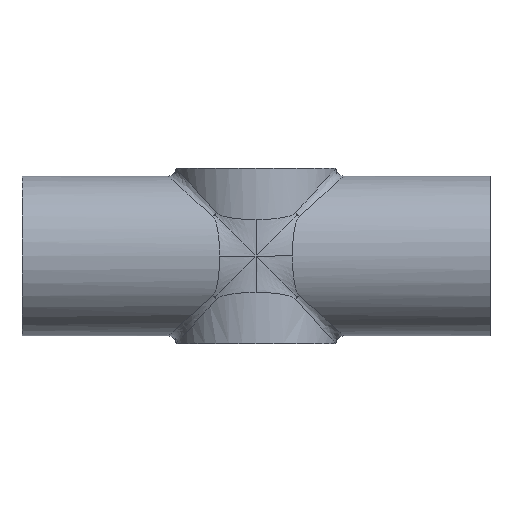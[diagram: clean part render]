
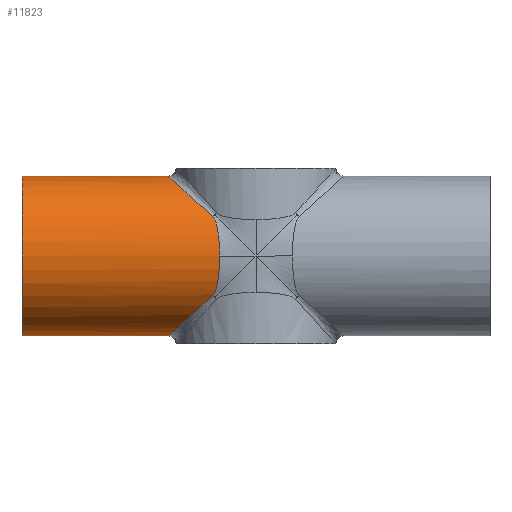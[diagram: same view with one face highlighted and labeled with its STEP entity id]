
A CAD part, front view. The second image highlights one B-rep face of the part: STEP entity #11823.
In plain terms, the highlighted cylindrical face has radius 20.5 mm (diameter 41 mm), a full revolution.
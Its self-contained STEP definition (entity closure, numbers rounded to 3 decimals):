
#374=CARTESIAN_POINT('',(-9.326,-20.5,0.));
#375=VERTEX_POINT('',#374);
#393=CARTESIAN_POINT('',(-11.108,-17.827,-10.121));
#394=VERTEX_POINT('',#393);
#395=CARTESIAN_POINT('',(-9.326,-20.5,0.));
#396=CARTESIAN_POINT('',(-9.326,-20.5,-1.167));
#397=CARTESIAN_POINT('',(-9.363,-20.397,-2.334));
#398=CARTESIAN_POINT('',(-9.511,-20.024,-4.531));
#399=CARTESIAN_POINT('',(-9.623,-19.755,-5.56));
#400=CARTESIAN_POINT('',(-9.92,-19.153,-7.369));
#401=CARTESIAN_POINT('',(-10.106,-18.823,-8.15));
#402=CARTESIAN_POINT('',(-10.551,-18.236,-9.39));
#403=CARTESIAN_POINT('',(-10.811,-17.981,-9.85));
#404=CARTESIAN_POINT('',(-11.108,-17.827,-10.121));
#405=B_SPLINE_CURVE_WITH_KNOTS('',3,(#395,#396,#397,#398,#399,#400,#401,#402,#403,#404),.UNSPECIFIED.,.F.,.U.,(4,2,2,2,4),(0.5,0.625,0.75,0.875,1.0),.UNSPECIFIED.);
#406=EDGE_CURVE('',#375,#394,#405,.T.);
#723=CARTESIAN_POINT('',(-11.108,-17.827,10.121));
#724=VERTEX_POINT('',#723);
#732=CARTESIAN_POINT('',(-11.108,-17.827,10.121));
#733=CARTESIAN_POINT('',(-10.811,-17.981,9.85));
#734=CARTESIAN_POINT('',(-10.551,-18.236,9.39));
#735=CARTESIAN_POINT('',(-10.106,-18.823,8.15));
#736=CARTESIAN_POINT('',(-9.92,-19.153,7.369));
#737=CARTESIAN_POINT('',(-9.623,-19.755,5.56));
#738=CARTESIAN_POINT('',(-9.511,-20.024,4.531));
#739=CARTESIAN_POINT('',(-9.363,-20.397,2.334));
#740=CARTESIAN_POINT('',(-9.326,-20.5,1.167));
#741=CARTESIAN_POINT('',(-9.326,-20.5,0.));
#742=B_SPLINE_CURVE_WITH_KNOTS('',3,(#732,#733,#734,#735,#736,#737,#738,#739,#740,#741),.UNSPECIFIED.,.F.,.U.,(4,2,2,2,4),(0.0,0.125,0.25,0.375,0.5),.UNSPECIFIED.);
#743=EDGE_CURVE('',#724,#375,#742,.T.);
#2608=CARTESIAN_POINT('',(-9.326,20.5,0.));
#2609=VERTEX_POINT('',#2608);
#2627=CARTESIAN_POINT('',(-11.108,17.827,10.121));
#2628=VERTEX_POINT('',#2627);
#2629=CARTESIAN_POINT('',(-9.326,20.5,0.));
#2630=CARTESIAN_POINT('',(-9.326,20.5,1.167));
#2631=CARTESIAN_POINT('',(-9.363,20.397,2.334));
#2632=CARTESIAN_POINT('',(-9.511,20.024,4.531));
#2633=CARTESIAN_POINT('',(-9.623,19.755,5.56));
#2634=CARTESIAN_POINT('',(-9.92,19.153,7.369));
#2635=CARTESIAN_POINT('',(-10.106,18.823,8.15));
#2636=CARTESIAN_POINT('',(-10.551,18.236,9.39));
#2637=CARTESIAN_POINT('',(-10.811,17.981,9.85));
#2638=CARTESIAN_POINT('',(-11.108,17.827,10.121));
#2639=B_SPLINE_CURVE_WITH_KNOTS('',3,(#2629,#2630,#2631,#2632,#2633,#2634,#2635,#2636,#2637,#2638),.UNSPECIFIED.,.F.,.U.,(4,2,2,2,4),(0.5,0.625,0.75,0.875,1.0),.UNSPECIFIED.);
#2640=EDGE_CURVE('',#2609,#2628,#2639,.T.);
#2957=CARTESIAN_POINT('',(-11.108,17.827,-10.121));
#2958=VERTEX_POINT('',#2957);
#2966=CARTESIAN_POINT('',(-11.108,17.827,-10.121));
#2967=CARTESIAN_POINT('',(-10.811,17.981,-9.85));
#2968=CARTESIAN_POINT('',(-10.551,18.236,-9.39));
#2969=CARTESIAN_POINT('',(-10.106,18.823,-8.15));
#2970=CARTESIAN_POINT('',(-9.92,19.153,-7.369));
#2971=CARTESIAN_POINT('',(-9.623,19.755,-5.56));
#2972=CARTESIAN_POINT('',(-9.511,20.024,-4.531));
#2973=CARTESIAN_POINT('',(-9.363,20.397,-2.334));
#2974=CARTESIAN_POINT('',(-9.326,20.5,-1.167));
#2975=CARTESIAN_POINT('',(-9.326,20.5,0.));
#2976=B_SPLINE_CURVE_WITH_KNOTS('',3,(#2966,#2967,#2968,#2969,#2970,#2971,#2972,#2973,#2974,#2975),.UNSPECIFIED.,.F.,.U.,(4,2,2,2,4),(0.0,0.125,0.25,0.375,0.5),.UNSPECIFIED.);
#2977=EDGE_CURVE('',#2958,#2609,#2976,.T.);
#11230=CARTESIAN_POINT('',(0.0,0.0,0.0));
#11231=DIRECTION('',(0.673,0.0,0.739));
#11232=DIRECTION('',(-0.739,0.0,0.673));
#11233=AXIS2_PLACEMENT_3D('',#11230,#11231,#11232);
#11234=ELLIPSE('',#11233,30.438,20.5);
#11235=EDGE_CURVE('',#2628,#724,#11234,.T.);
#11371=CARTESIAN_POINT('',(0.0,0.0,0.0));
#11372=DIRECTION('',(0.673,0.0,-0.739));
#11373=DIRECTION('',(-0.739,0.0,-0.673));
#11374=AXIS2_PLACEMENT_3D('',#11371,#11372,#11373);
#11375=ELLIPSE('',#11374,30.438,20.5);
#11376=EDGE_CURVE('',#394,#2958,#11375,.T.);
#11799=CARTESIAN_POINT('',(0.0,0.0,0.0));
#11800=DIRECTION('',(-1.0,0.0,0.0));
#11801=DIRECTION('',(0.0,-1.0,0.0));
#11802=AXIS2_PLACEMENT_3D('',#11799,#11800,#11801);
#11803=CYLINDRICAL_SURFACE('',#11802,20.5);
#11804=CARTESIAN_POINT('',(-60.0,-20.5,0.0));
#11805=VERTEX_POINT('',#11804);
#11806=CARTESIAN_POINT('',(-60.0,0.0,0.0));
#11807=DIRECTION('',(-1.0,0.0,0.0));
#11808=DIRECTION('',(0.0,-1.0,0.0));
#11809=AXIS2_PLACEMENT_3D('',#11806,#11807,#11808);
#11810=CIRCLE('',#11809,20.5);
#11811=EDGE_CURVE('',#11805,#11805,#11810,.T.);
#11812=ORIENTED_EDGE('',*,*,#11811,.F.);
#11813=EDGE_LOOP('',(#11812));
#11814=FACE_OUTER_BOUND('',#11813,.T.);
#11815=ORIENTED_EDGE('',*,*,#743,.F.);
#11816=ORIENTED_EDGE('',*,*,#11235,.F.);
#11817=ORIENTED_EDGE('',*,*,#2640,.F.);
#11818=ORIENTED_EDGE('',*,*,#2977,.F.);
#11819=ORIENTED_EDGE('',*,*,#11376,.F.);
#11820=ORIENTED_EDGE('',*,*,#406,.F.);
#11821=EDGE_LOOP('',(#11815,#11816,#11817,#11818,#11819,#11820));
#11822=FACE_BOUND('',#11821,.T.);
#11823=ADVANCED_FACE('',(#11814,#11822),#11803,.T.);
